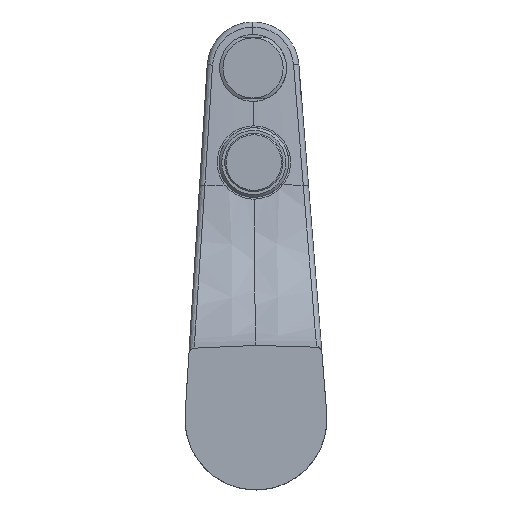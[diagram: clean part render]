
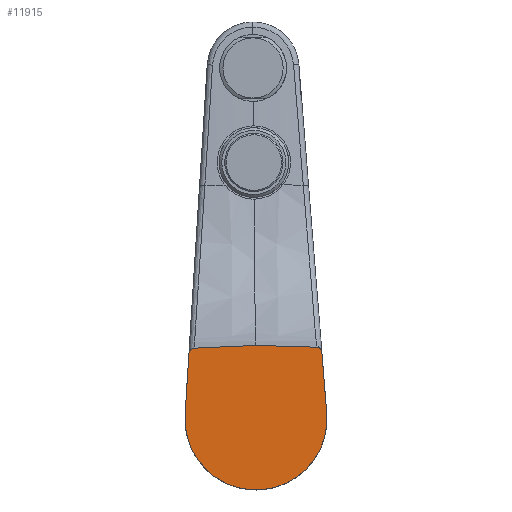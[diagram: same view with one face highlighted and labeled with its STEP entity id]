
A CAD part, front view. The second image highlights one B-rep face of the part: STEP entity #11915.
In plain terms, the highlighted planar face has unit normal (0, -1, 0).
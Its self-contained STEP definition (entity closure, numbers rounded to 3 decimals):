
#99 = EDGE_CURVE ( 'NONE', #10503, #3835, #9507, .T. ) ;
#670 = AXIS2_PLACEMENT_3D ( 'NONE', #4846, #12739, #6016 ) ;
#748 = CARTESIAN_POINT ( 'NONE',  ( -14.89, 0., 25.634 ) ) ;
#999 = CARTESIAN_POINT ( 'NONE',  ( -23.844, 0., 23.884 ) ) ;
#1138 = B_SPLINE_CURVE_WITH_KNOTS ( 'NONE', 3,
 ( #11254, #3221, #10225, #3320, #11360, #4505, #12418, #5676, #13508, #6826, #14576, #7985, #999, #9134, #2183, #10270 ),
 .UNSPECIFIED., .F., .F.,
 ( 4, 2, 2, 2, 2, 2, 2, 4 ),
 ( 0., 0., 0.001, 0.001, 0.001, 0.002, 0.002, 0.003 ),
 .UNSPECIFIED. ) ;
#1203 = DIRECTION ( 'NONE',  ( -0.063, 0., -0.998 ) ) ;
#1331 = CARTESIAN_POINT ( 'NONE',  ( -25.442, 0., 1.232 ) ) ;
#1437 = ORIENTED_EDGE ( 'NONE', *, *, #12168, .F. ) ;
#1449 = ORIENTED_EDGE ( 'NONE', *, *, #9692, .T. ) ;
#1464 = ORIENTED_EDGE ( 'NONE', *, *, #9781, .T. ) ;
#1480 = ORIENTED_EDGE ( 'NONE', *, *, #13973, .T. ) ;
#1588 = ORIENTED_EDGE ( 'NONE', *, *, #14594, .T. ) ;
#1595 = DIRECTION ( 'NONE',  ( 0.08, 0., -0.997 ) ) ;
#1601 = ORIENTED_EDGE ( 'NONE', *, *, #8494, .F. ) ;
#1620 = ORIENTED_EDGE ( 'NONE', *, *, #99, .T. ) ;
#1635 = ORIENTED_EDGE ( 'NONE', *, *, #7289, .T. ) ;
#1706 = CARTESIAN_POINT ( 'NONE',  ( -0.217, 0., 26.026 ) ) ;
#2003 = FACE_OUTER_BOUND ( 'NONE', #7936, .T. ) ;
#2183 = CARTESIAN_POINT ( 'NONE',  ( -24.043, 0., 23.301 ) ) ;
#2610 = AXIS2_PLACEMENT_3D ( 'NONE', #3437, #4617, #12525 ) ;
#2661 = VERTEX_POINT ( 'NONE', #1331 ) ;
#2887 = CARTESIAN_POINT ( 'NONE',  ( 14.461, 0., 25.875 ) ) ;
#2891 = CARTESIAN_POINT ( 'NONE',  ( 23.671, 0., 23.445 ) ) ;
#2920 = CARTESIAN_POINT ( 'NONE',  ( 22.235, 0., 25.308 ) ) ;
#3221 = CARTESIAN_POINT ( 'NONE',  ( -22.328, 0., 25.023 ) ) ;
#3320 = CARTESIAN_POINT ( 'NONE',  ( -22.685, 0., 24.935 ) ) ;
#3437 = CARTESIAN_POINT ( 'NONE',  ( 0.212, 0., -26.183 ) ) ;
#3573 = CARTESIAN_POINT ( 'NONE',  ( 22.235, 0., 25.308 ) ) ;
#3755 = CARTESIAN_POINT ( 'NONE',  ( 22.235, 0., 25.308 ) ) ;
#3780 = CARTESIAN_POINT ( 'NONE',  ( 23.671, 0., 23.445 ) ) ;
#3799 = CARTESIAN_POINT ( 'NONE',  ( 23.599, 0., 24.345 ) ) ;
#3816 = CARTESIAN_POINT ( 'NONE',  ( 23.057, 0., 25.048 ) ) ;
#3835 = VERTEX_POINT ( 'NONE', #2920 ) ;
#3938 = CARTESIAN_POINT ( 'NONE',  ( 21.784, 0.001, 25.392 ) ) ;
#4505 = CARTESIAN_POINT ( 'NONE',  ( -23.021, 0., 24.779 ) ) ;
#4617 = DIRECTION ( 'NONE',  ( 0., -1., 0. ) ) ;
#4681 = PLANE ( 'NONE',  #2610 ) ;
#4846 = CARTESIAN_POINT ( 'NONE',  ( 0., 0., -0.38 ) ) ;
#4879 = B_SPLINE_CURVE_WITH_KNOTS ( 'NONE', 3,
 ( #1706, #8668, #2887, #10948 ),
 .UNSPECIFIED., .F., .F.,
 ( 4, 4 ),
 ( 0., 0.022 ),
 .UNSPECIFIED. ) ;
#5134 = VERTEX_POINT ( 'NONE', #5839 ) ;
#5487 = VERTEX_POINT ( 'NONE', #9715 ) ;
#5676 = CARTESIAN_POINT ( 'NONE',  ( -23.321, 0., 24.565 ) ) ;
#5839 = CARTESIAN_POINT ( 'NONE',  ( -0.217, 0., 26.026 ) ) ;
#5921 = CARTESIAN_POINT ( 'NONE',  ( 21.784, 0.001, 25.392 ) ) ;
#6016 = DIRECTION ( 'NONE',  ( 1., 0., 0.008 ) ) ;
#6786 = CARTESIAN_POINT ( 'NONE',  ( -24.059, 0., 23.054 ) ) ;
#6826 = CARTESIAN_POINT ( 'NONE',  ( -23.579, 0., 24.299 ) ) ;
#7115 = VECTOR ( 'NONE', #1595, 1000. ) ;
#7261 = LINE ( 'NONE', #9719, #7115 ) ;
#7289 = EDGE_CURVE ( 'NONE', #3835, #7684, #8637, .T. ) ;
#7625 = CARTESIAN_POINT ( 'NONE',  ( -24.75, 0., 12.143 ) ) ;
#7663 = CARTESIAN_POINT ( 'NONE',  ( -22.204, 0.001, 25.032 ) ) ;
#7684 = VERTEX_POINT ( 'NONE', #3938 ) ;
#7936 = EDGE_LOOP ( 'NONE', ( #1437, #1449, #1464, #1480, #1588, #1601, #1620, #1635 ) ) ;
#7985 = CARTESIAN_POINT ( 'NONE',  ( -23.786, 0., 23.994 ) ) ;
#8494 = EDGE_CURVE ( 'NONE', #10503, #5487, #7261, .T. ) ;
#8637 = B_SPLINE_CURVE_WITH_KNOTS ( 'NONE', 3,
 ( #3573, #12601, #12647, #5921 ),
 .UNSPECIFIED., .F., .F.,
 ( 4, 4 ),
 ( 0., 0. ),
 .UNSPECIFIED. ) ;
#8668 = CARTESIAN_POINT ( 'NONE',  ( 7.122, 0., 26.086 ) ) ;
#8883 = CARTESIAN_POINT ( 'NONE',  ( -22.204, 0.001, 25.032 ) ) ;
#9134 = CARTESIAN_POINT ( 'NONE',  ( -23.986, 0., 23.544 ) ) ;
#9242 = B_SPLINE_CURVE_WITH_KNOTS ( 'NONE', 3,
 ( #10875, #10922, #748, #8883 ),
 .UNSPECIFIED., .F., .F.,
 ( 4, 4 ),
 ( 0., 0.022 ),
 .UNSPECIFIED. ) ;
#9507 =( BOUNDED_CURVE ( )  B_SPLINE_CURVE ( 3, ( #3780, #3799, #3816, #3755 ),
 .UNSPECIFIED., .F., .T. ) 
 B_SPLINE_CURVE_WITH_KNOTS ( ( 4, 4 ),
 ( 1.571, 2.775 ),
 .UNSPECIFIED. ) 
 CURVE ( )  GEOMETRIC_REPRESENTATION_ITEM ( )  RATIONAL_B_SPLINE_CURVE ( ( 1., 0.883, 0.883, 1. ) ) 
 REPRESENTATION_ITEM ( '' )  );
#9692 = EDGE_CURVE ( 'NONE', #5134, #10616, #9242, .T. ) ;
#9715 = CARTESIAN_POINT ( 'NONE',  ( 25.412, 0., 1.649 ) ) ;
#9719 = CARTESIAN_POINT ( 'NONE',  ( 25.412, 0., 1.649 ) ) ;
#9781 = EDGE_CURVE ( 'NONE', #10616, #12802, #1138, .T. ) ;
#10225 = CARTESIAN_POINT ( 'NONE',  ( -22.449, 0., 25.001 ) ) ;
#10270 = CARTESIAN_POINT ( 'NONE',  ( -24.059, 0., 23.054 ) ) ;
#10412 = LINE ( 'NONE', #7625, #10958 ) ;
#10503 = VERTEX_POINT ( 'NONE', #2891 ) ;
#10616 = VERTEX_POINT ( 'NONE', #7663 ) ;
#10875 = CARTESIAN_POINT ( 'NONE',  ( -0.217, 0., 26.026 ) ) ;
#10922 = CARTESIAN_POINT ( 'NONE',  ( -7.555, 0., 25.966 ) ) ;
#10948 = CARTESIAN_POINT ( 'NONE',  ( 21.784, 0.001, 25.392 ) ) ;
#10958 = VECTOR ( 'NONE', #1203, 1000. ) ;
#11254 = CARTESIAN_POINT ( 'NONE',  ( -22.204, 0.001, 25.032 ) ) ;
#11360 = CARTESIAN_POINT ( 'NONE',  ( -22.801, 0., 24.889 ) ) ;
#11915 = ADVANCED_FACE ( 'NONE', ( #2003 ), #4681, .T. ) ;
#12168 = EDGE_CURVE ( 'NONE', #5134, #7684, #4879, .T. ) ;
#12418 = CARTESIAN_POINT ( 'NONE',  ( -23.125, 0., 24.713 ) ) ;
#12525 = DIRECTION ( 'NONE',  ( 0.008, 0., -1. ) ) ;
#12601 = CARTESIAN_POINT ( 'NONE',  ( 22.088, 0., 25.354 ) ) ;
#12647 = CARTESIAN_POINT ( 'NONE',  ( 21.938, 0., 25.383 ) ) ;
#12739 = DIRECTION ( 'NONE',  ( 0., -1., 0. ) ) ;
#12802 = VERTEX_POINT ( 'NONE', #6786 ) ;
#13508 = CARTESIAN_POINT ( 'NONE',  ( -23.413, 0., 24.481 ) ) ;
#13973 = EDGE_CURVE ( 'NONE', #12802, #2661, #10412, .T. ) ;
#14492 = CIRCLE ( 'NONE', #670, 25.493 ) ;
#14576 = CARTESIAN_POINT ( 'NONE',  ( -23.654, 0., 24.202 ) ) ;
#14594 = EDGE_CURVE ( 'NONE', #2661, #5487, #14492, .T. ) ;
